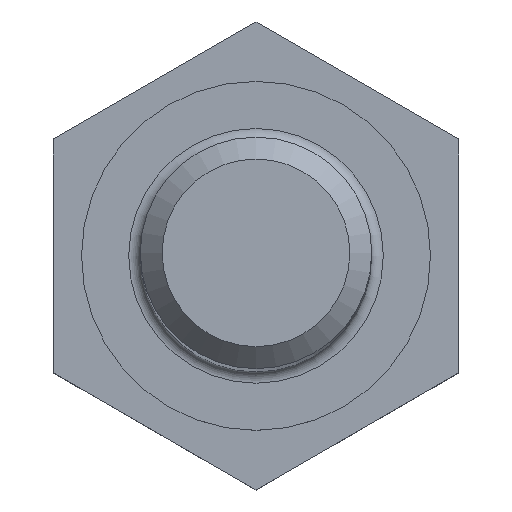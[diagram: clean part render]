
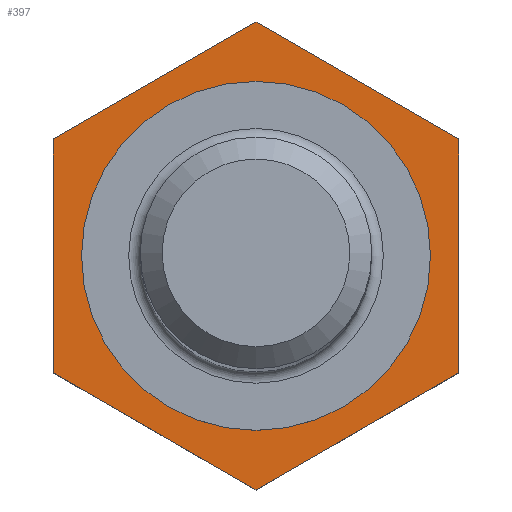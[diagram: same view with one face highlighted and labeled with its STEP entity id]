
A CAD part, top view. The second image highlights one B-rep face of the part: STEP entity #397.
In plain terms, the highlighted planar face has unit normal (0, 0, 1).
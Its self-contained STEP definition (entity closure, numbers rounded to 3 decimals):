
#5 = EDGE_CURVE ( 'NONE', #474, #409, #163, .T. ) ;
#22 = VERTEX_POINT ( 'NONE', #256 ) ;
#28 = VECTOR ( 'NONE', #105, 1000. ) ;
#34 = ORIENTED_EDGE ( 'NONE', *, *, #51, .T. ) ;
#51 = EDGE_CURVE ( 'NONE', #386, #187, #66, .T. ) ;
#55 = DIRECTION ( 'NONE',  ( -0.866, -0.5, 0. ) ) ;
#59 = CARTESIAN_POINT ( 'NONE',  ( -2.188, 2.778, -0.15 ) ) ;
#60 = VECTOR ( 'NONE', #585, 1000. ) ;
#66 = LINE ( 'NONE', #482, #575 ) ;
#83 = CARTESIAN_POINT ( 'NONE',  ( 1.312, -3.284, -0.15 ) ) ;
#86 = DIRECTION ( 'NONE',  ( -0.866, 0.5, 0. ) ) ;
#95 = DIRECTION ( 'NONE',  ( 0., 1., 0. ) ) ;
#96 = VERTEX_POINT ( 'NONE', #392 ) ;
#105 = DIRECTION ( 'NONE',  ( 0., -1., 0. ) ) ;
#106 = FACE_BOUND ( 'NONE', #402, .T. ) ;
#119 = CARTESIAN_POINT ( 'NONE',  ( -1.312, -3.284, -0.15 ) ) ;
#123 = EDGE_CURVE ( 'NONE', #426, #386, #216, .T. ) ;
#146 = CARTESIAN_POINT ( 'NONE',  ( 0., 0., -0.15 ) ) ;
#155 = AXIS2_PLACEMENT_3D ( 'NONE', #529, #491, #291 ) ;
#163 = LINE ( 'NONE', #286, #28 ) ;
#187 = VERTEX_POINT ( 'NONE', #401 ) ;
#193 = DIRECTION ( 'NONE',  ( 0., 0., 1. ) ) ;
#207 = EDGE_CURVE ( 'NONE', #409, #426, #504, .T. ) ;
#216 = LINE ( 'NONE', #83, #60 ) ;
#245 = FACE_OUTER_BOUND ( 'NONE', #567, .T. ) ;
#256 = CARTESIAN_POINT ( 'NONE',  ( 0., 3.015, -0.15 ) ) ;
#286 = CARTESIAN_POINT ( 'NONE',  ( -3.5, -1.011, -0.15 ) ) ;
#287 = CARTESIAN_POINT ( 'NONE',  ( 0., -4.041, -0.15 ) ) ;
#291 = DIRECTION ( 'NONE',  ( 0., 1., 0. ) ) ;
#316 = LINE ( 'NONE', #511, #365 ) ;
#326 = ORIENTED_EDGE ( 'NONE', *, *, #348, .T. ) ;
#336 = AXIS2_PLACEMENT_3D ( 'NONE', #146, #193, #95 ) ;
#339 = LINE ( 'NONE', #59, #494 ) ;
#342 = ORIENTED_EDGE ( 'NONE', *, *, #381, .F. ) ;
#348 = EDGE_CURVE ( 'NONE', #187, #96, #316, .T. ) ;
#358 = DIRECTION ( 'NONE',  ( 0.866, -0.5, 0. ) ) ;
#365 = VECTOR ( 'NONE', #86, 1000. ) ;
#381 = EDGE_CURVE ( 'NONE', #22, #22, #526, .T. ) ;
#385 = PLANE ( 'NONE',  #155 ) ;
#386 = VERTEX_POINT ( 'NONE', #475 ) ;
#389 = CARTESIAN_POINT ( 'NONE',  ( -3.5, -2.021, -0.15 ) ) ;
#392 = CARTESIAN_POINT ( 'NONE',  ( 0., 4.041, -0.15 ) ) ;
#397 = ADVANCED_FACE ( 'NONE', ( #106, #245 ), #385, .T. ) ;
#401 = CARTESIAN_POINT ( 'NONE',  ( 3.5, 2.021, -0.15 ) ) ;
#402 = EDGE_LOOP ( 'NONE', ( #342 ) ) ;
#405 = ORIENTED_EDGE ( 'NONE', *, *, #5, .T. ) ;
#409 = VERTEX_POINT ( 'NONE', #389 ) ;
#426 = VERTEX_POINT ( 'NONE', #287 ) ;
#441 = DIRECTION ( 'NONE',  ( 0., 1., 0. ) ) ;
#444 = EDGE_CURVE ( 'NONE', #96, #474, #339, .T. ) ;
#461 = ORIENTED_EDGE ( 'NONE', *, *, #123, .T. ) ;
#467 = ORIENTED_EDGE ( 'NONE', *, *, #444, .T. ) ;
#474 = VERTEX_POINT ( 'NONE', #574 ) ;
#475 = CARTESIAN_POINT ( 'NONE',  ( 3.5, -2.021, -0.15 ) ) ;
#482 = CARTESIAN_POINT ( 'NONE',  ( 3.5, -1.011, -0.15 ) ) ;
#491 = DIRECTION ( 'NONE',  ( 0., 0., 1. ) ) ;
#494 = VECTOR ( 'NONE', #55, 1000. ) ;
#504 = LINE ( 'NONE', #119, #516 ) ;
#511 = CARTESIAN_POINT ( 'NONE',  ( 2.188, 2.778, -0.15 ) ) ;
#516 = VECTOR ( 'NONE', #358, 1000. ) ;
#526 = CIRCLE ( 'NONE', #336, 3.015 ) ;
#529 = CARTESIAN_POINT ( 'NONE',  ( 0., -2.021, -0.15 ) ) ;
#567 = EDGE_LOOP ( 'NONE', ( #461, #34, #326, #467, #405, #594 ) ) ;
#574 = CARTESIAN_POINT ( 'NONE',  ( -3.5, 2.021, -0.15 ) ) ;
#575 = VECTOR ( 'NONE', #441, 1000. ) ;
#585 = DIRECTION ( 'NONE',  ( 0.866, 0.5, 0. ) ) ;
#594 = ORIENTED_EDGE ( 'NONE', *, *, #207, .T. ) ;
